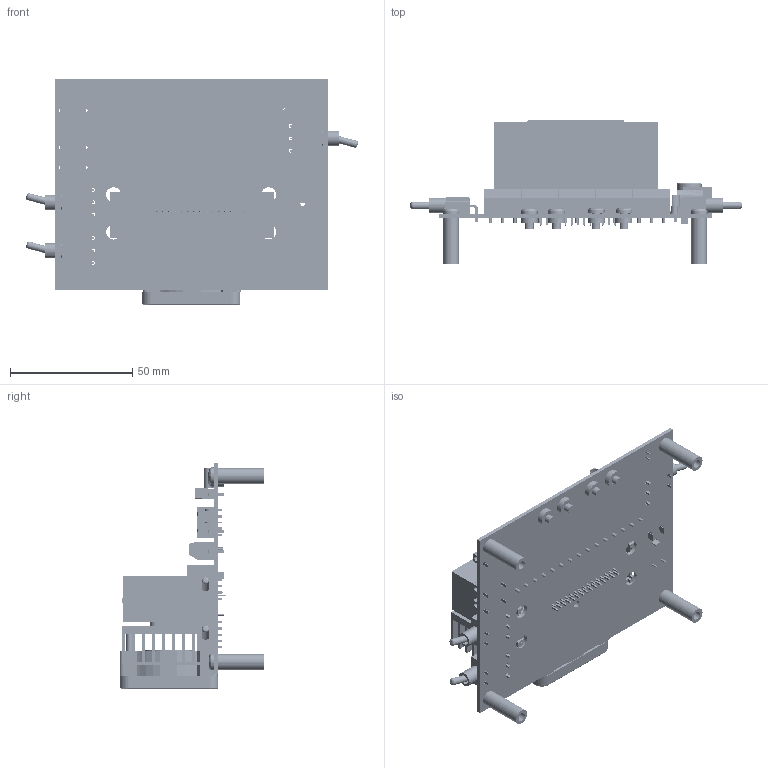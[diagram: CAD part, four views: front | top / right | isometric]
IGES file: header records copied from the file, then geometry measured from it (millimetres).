
Start section: SolidWorks IGES file using analytic representation for surfaces
Global section: file name: PLD5000 Eval Brd Assembly.IGS; native system: SolidWorks 2013; preprocessor: SolidWorks 2013; author: gniebel; date: 130603.140952; units: inch
Bounding box: 135.96 x 59.36 x 92.18 mm (x, y, z)
Surface area: 96208.1 mm2 (no closed solid volume)
Topology: 0 solids, 0 shells, 3841 faces, 37736 edges, 37584 vertices
Faces by surface type: bspline 2614, revolution 1227
